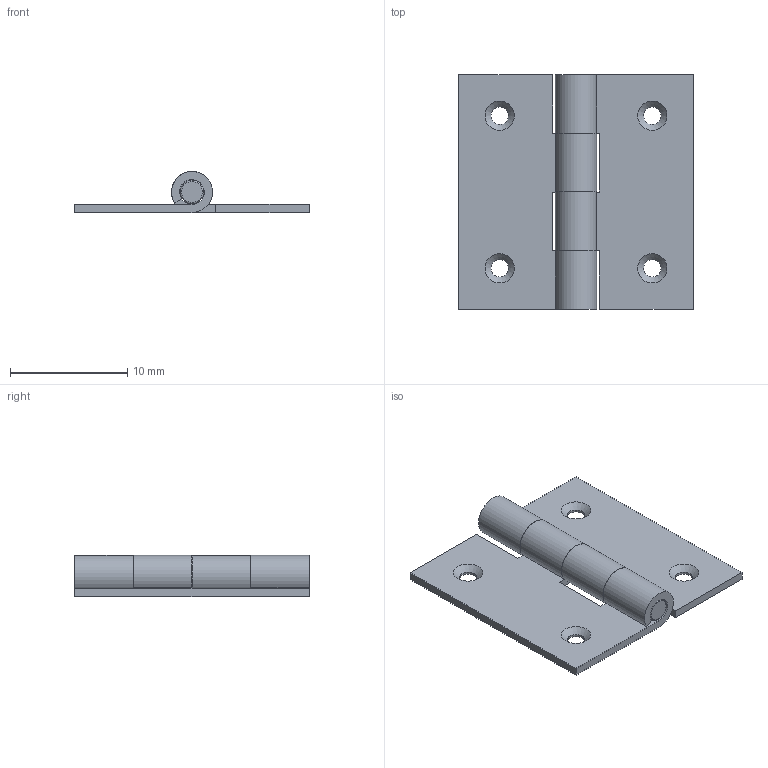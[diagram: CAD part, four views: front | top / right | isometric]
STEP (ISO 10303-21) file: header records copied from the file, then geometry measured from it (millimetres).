
FILE_DESCRIPTION (( 'STEP AP203' ), '1' );
FILE_NAME ('451-10.step', '2021-11-25T13:16:15', ( '' ), ( '' ), 'SwSTEP 2.0', 'SolidWorks 2018', '' );
FILE_SCHEMA (( 'CONFIG_CONTROL_DESIGN' ));
Length unit declared in the file: millimetre
Products named in the file (7): 451-10 Teil3; 451-10; 451-10 Teil2; 451-10 Teil1
Assembly tree (3 placements, depth 2):
  451-10 Teil3
  451-10
    451-10 Teil1
    451-10 Teil2
    451-10 Teil3
  451-10 Teil2
  451-10 Teil1
Bounding box: 20 x 20 x 3.5 mm (x, y, z)
Volume: 410.2 mm3; surface area: 1273.3 mm2
Topology: 3 solids, 3 shells, 218 faces, 577 edges, 384 vertices
Faces by surface type: plane 134, bspline 65, cylinder 13, cone 4, torus 2
Full cylindrical faces by diameter (mm): 1.5 x4, 2 x1
Entity records: 10708 total; most frequent: CARTESIAN_POINT 5128, ORIENTED_EDGE 1124, DIRECTION 784, EDGE_CURVE 562, LINE 400, VECTOR 400, VERTEX_POINT 380, EDGE_LOOP 256
